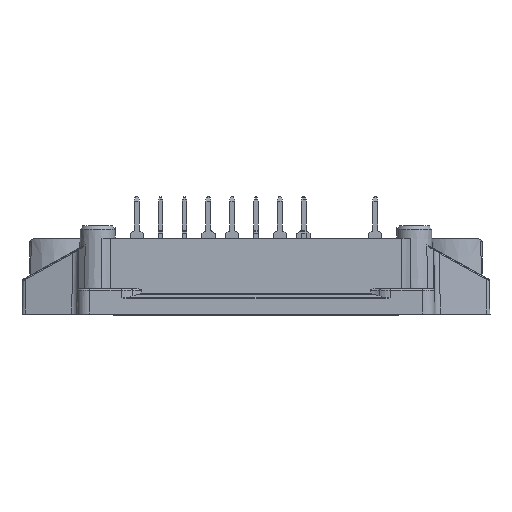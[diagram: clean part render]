
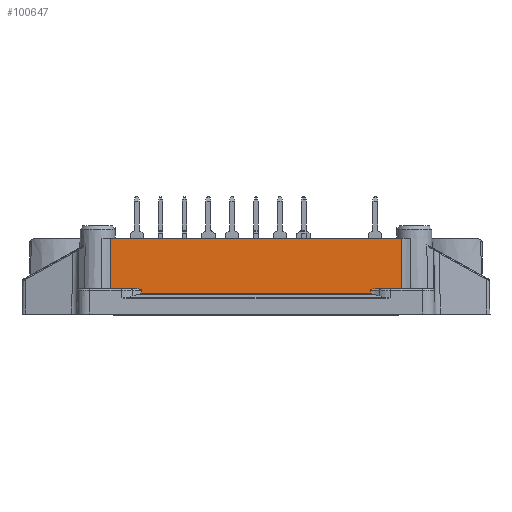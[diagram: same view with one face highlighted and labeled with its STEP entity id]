
A CAD part, front view. The second image highlights one B-rep face of the part: STEP entity #100647.
In plain terms, the highlighted planar face has unit normal (0, -1, 0.018).
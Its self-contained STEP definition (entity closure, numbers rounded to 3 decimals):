
#5360=B_SPLINE_CURVE_WITH_KNOTS('',3,(#139353,#139354,#139355,#139356),
 .UNSPECIFIED.,.F.,.F.,(4,4),(0.001,0.001),
 .UNSPECIFIED.);
#5361=B_SPLINE_CURVE_WITH_KNOTS('',3,(#139361,#139362,#139363,#139364),
 .UNSPECIFIED.,.F.,.F.,(4,4),(0.,0.001),
 .UNSPECIFIED.);
#5362=B_SPLINE_CURVE_WITH_KNOTS('',3,(#139366,#139367,#139368,#139369,#139370,
#139371,#139372,#139373),.UNSPECIFIED.,.F.,.F.,(4,1,1,1,1,4),(0.,
0.,0.,0.,0.001,
0.001),.UNSPECIFIED.);
#5363=B_SPLINE_CURVE_WITH_KNOTS('',3,(#139377,#139378,#139379,#139380),
 .UNSPECIFIED.,.F.,.F.,(4,4),(0.,0.007),.UNSPECIFIED.);
#5364=B_SPLINE_CURVE_WITH_KNOTS('',3,(#139381,#139382,#139383,#139384),
 .UNSPECIFIED.,.F.,.F.,(4,4),(0.,0.007),
 .UNSPECIFIED.);
#5365=B_SPLINE_CURVE_WITH_KNOTS('',3,(#139388,#139389,#139390,#139391,#139392,
#139393,#139394),.UNSPECIFIED.,.F.,.F.,(4,1,1,1,4),(0.,0.,
0.001,0.001,0.001),
 .UNSPECIFIED.);
#7936=ORIENTED_EDGE('',*,*,#29331,.F.);
#7937=ORIENTED_EDGE('',*,*,#29332,.T.);
#7938=ORIENTED_EDGE('',*,*,#29333,.F.);
#7939=ORIENTED_EDGE('',*,*,#29334,.T.);
#7940=ORIENTED_EDGE('',*,*,#29335,.T.);
#7941=ORIENTED_EDGE('',*,*,#29336,.T.);
#7942=ORIENTED_EDGE('',*,*,#27788,.F.);
#7943=ORIENTED_EDGE('',*,*,#29337,.T.);
#7944=ORIENTED_EDGE('',*,*,#29338,.F.);
#7945=ORIENTED_EDGE('',*,*,#29339,.T.);
#27788=EDGE_CURVE('',#38538,#38539,#45014,.T.);
#29331=EDGE_CURVE('',#39996,#39997,#5360,.T.);
#29332=EDGE_CURVE('',#39996,#39998,#45754,.T.);
#29333=EDGE_CURVE('',#39999,#39998,#5361,.T.);
#29334=EDGE_CURVE('',#39999,#40000,#5362,.T.);
#29335=EDGE_CURVE('',#40000,#40001,#45755,.T.);
#29336=EDGE_CURVE('',#40001,#38539,#5363,.T.);
#29337=EDGE_CURVE('',#38538,#40002,#5364,.T.);
#29338=EDGE_CURVE('',#40003,#40002,#45756,.T.);
#29339=EDGE_CURVE('',#40003,#39997,#5365,.T.);
#38538=VERTEX_POINT('',#135701);
#38539=VERTEX_POINT('',#135703);
#39996=VERTEX_POINT('',#139357);
#39997=VERTEX_POINT('',#139358);
#39998=VERTEX_POINT('',#139360);
#39999=VERTEX_POINT('',#139365);
#40000=VERTEX_POINT('',#139374);
#40001=VERTEX_POINT('',#139376);
#40002=VERTEX_POINT('',#139385);
#40003=VERTEX_POINT('',#139387);
#45014=LINE('',#135702,#52076);
#45754=LINE('',#139359,#52816);
#45755=LINE('',#139375,#52817);
#45756=LINE('',#139386,#52818);
#52076=VECTOR('',#113111,1000.);
#52816=VECTOR('',#115419,1000.);
#52817=VECTOR('',#115420,1000.);
#52818=VECTOR('',#115421,1000.);
#59211=EDGE_LOOP('',(#7936,#7937,#7938,#7939,#7940,#7941,#7942,#7943,#7944,
#7945));
#63787=FACE_BOUND('',#59211,.T.);
#68152=PLANE('',#105866);
#100647=ADVANCED_FACE('',(#63787),#68152,.T.);
#105866=AXIS2_PLACEMENT_3D('',#139352,#115417,#115418);
#113111=DIRECTION('',(1.,0.,0.));
#115417=DIRECTION('',(0.,-1.,0.017));
#115418=DIRECTION('',(0.,-0.017,-1.));
#115419=DIRECTION('',(1.,0.,0.));
#115420=DIRECTION('',(1.,0.,0.));
#115421=DIRECTION('',(-1.,0.,0.));
#135701=CARTESIAN_POINT('',(-19.525,-27.653,10.2));
#135702=CARTESIAN_POINT('',(-26.5,-27.653,10.2));
#135703=CARTESIAN_POINT('',(19.525,-27.653,10.2));
#139352=CARTESIAN_POINT('',(-26.5,-27.78,2.9));
#139353=CARTESIAN_POINT('',(-15.378,-27.781,2.822));
#139354=CARTESIAN_POINT('',(-15.379,-27.779,2.949));
#139355=CARTESIAN_POINT('',(-15.379,-27.777,3.076));
#139356=CARTESIAN_POINT('',(-15.379,-27.775,3.203));
#139357=CARTESIAN_POINT('',(-15.378,-27.781,2.822));
#139358=CARTESIAN_POINT('',(-15.379,-27.775,3.203));
#139359=CARTESIAN_POINT('',(-26.5,-27.781,2.822));
#139360=CARTESIAN_POINT('',(15.378,-27.781,2.822));
#139361=CARTESIAN_POINT('',(15.379,-27.775,3.203));
#139362=CARTESIAN_POINT('',(15.379,-27.777,3.076));
#139363=CARTESIAN_POINT('',(15.379,-27.779,2.949));
#139364=CARTESIAN_POINT('',(15.378,-27.781,2.822));
#139365=CARTESIAN_POINT('',(15.379,-27.775,3.203));
#139366=CARTESIAN_POINT('',(15.379,-27.775,3.203));
#139367=CARTESIAN_POINT('',(15.379,-27.774,3.235));
#139368=CARTESIAN_POINT('',(15.441,-27.773,3.274));
#139369=CARTESIAN_POINT('',(15.55,-27.773,3.32));
#139370=CARTESIAN_POINT('',(15.702,-27.772,3.361));
#139371=CARTESIAN_POINT('',(15.882,-27.771,3.392));
#139372=CARTESIAN_POINT('',(16.005,-27.771,3.4));
#139373=CARTESIAN_POINT('',(16.067,-27.771,3.4));
#139374=CARTESIAN_POINT('',(16.067,-27.771,3.4));
#139375=CARTESIAN_POINT('',(-26.5,-27.771,3.4));
#139376=CARTESIAN_POINT('',(19.511,-27.771,3.4));
#139377=CARTESIAN_POINT('',(19.511,-27.771,3.4));
#139378=CARTESIAN_POINT('',(19.516,-27.732,5.667));
#139379=CARTESIAN_POINT('',(19.521,-27.692,7.933));
#139380=CARTESIAN_POINT('',(19.525,-27.653,10.2));
#139381=CARTESIAN_POINT('',(-19.525,-27.653,10.2));
#139382=CARTESIAN_POINT('',(-19.521,-27.692,7.933));
#139383=CARTESIAN_POINT('',(-19.516,-27.732,5.667));
#139384=CARTESIAN_POINT('',(-19.511,-27.771,3.4));
#139385=CARTESIAN_POINT('',(-19.511,-27.771,3.4));
#139386=CARTESIAN_POINT('',(-26.5,-27.771,3.4));
#139387=CARTESIAN_POINT('',(-16.067,-27.771,3.4));
#139388=CARTESIAN_POINT('',(-16.067,-27.771,3.4));
#139389=CARTESIAN_POINT('',(-15.944,-27.771,3.4));
#139390=CARTESIAN_POINT('',(-15.762,-27.772,3.377));
#139391=CARTESIAN_POINT('',(-15.549,-27.773,3.32));
#139392=CARTESIAN_POINT('',(-15.44,-27.773,3.273));
#139393=CARTESIAN_POINT('',(-15.379,-27.774,3.235));
#139394=CARTESIAN_POINT('',(-15.379,-27.775,3.203));
